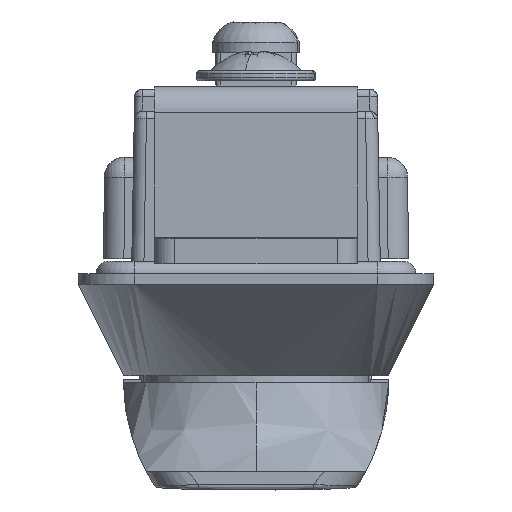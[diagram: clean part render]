
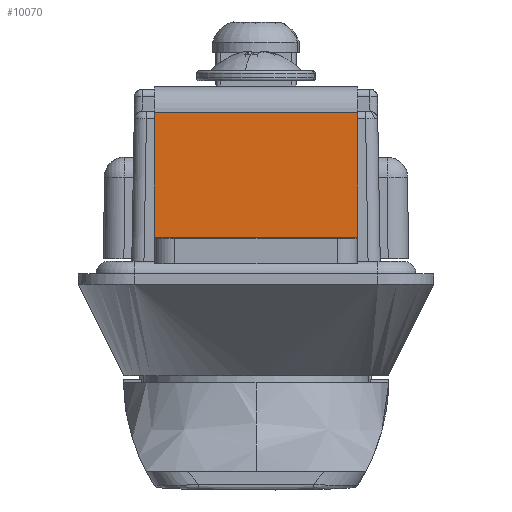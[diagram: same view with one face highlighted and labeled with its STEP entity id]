
A CAD part, left-side view. The second image highlights one B-rep face of the part: STEP entity #10070.
In plain terms, the highlighted planar face has unit normal (-1, 0, 0).
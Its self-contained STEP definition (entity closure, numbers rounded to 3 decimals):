
#175 = EDGE_CURVE ( 'NONE', #427, #2769, #16722, .T. ) ;
#427 = VERTEX_POINT ( 'NONE', #4138 ) ;
#1487 = CARTESIAN_POINT ( 'NONE',  ( -77.7, -40., 3.5 ) ) ;
#1577 = CARTESIAN_POINT ( 'NONE',  ( -77.7, -40., 15.9 ) ) ;
#1995 = EDGE_CURVE ( 'NONE', #427, #24067, #22611, .T. ) ;
#2446 = LINE ( 'NONE', #12947, #9632 ) ;
#2769 = VERTEX_POINT ( 'NONE', #19333 ) ;
#4132 = ORIENTED_EDGE ( 'NONE', *, *, #1995, .T. ) ;
#4138 = CARTESIAN_POINT ( 'NONE',  ( -77.7, -60., 3.6 ) ) ;
#4255 = FACE_OUTER_BOUND ( 'NONE', #17102, .T. ) ;
#6252 = CARTESIAN_POINT ( 'NONE',  ( -77.7, -60., 3.6 ) ) ;
#6327 = EDGE_CURVE ( 'NONE', #24067, #20058, #2446, .T. ) ;
#7919 = DIRECTION ( 'NONE',  ( 0., 1., 0. ) ) ;
#7971 = ORIENTED_EDGE ( 'NONE', *, *, #175, .F. ) ;
#9632 = VECTOR ( 'NONE', #25763, 1000. ) ;
#10070 = ADVANCED_FACE ( 'NONE', ( #4255 ), #23153, .T. ) ;
#11226 = ORIENTED_EDGE ( 'NONE', *, *, #17049, .F. ) ;
#12143 = DIRECTION ( 'NONE',  ( 0., 0., 1. ) ) ;
#12947 = CARTESIAN_POINT ( 'NONE',  ( -77.7, -60., 15.9 ) ) ;
#14753 = DIRECTION ( 'NONE',  ( 0., -1., 0. ) ) ;
#16382 = LINE ( 'NONE', #1487, #25059 ) ;
#16722 = LINE ( 'NONE', #6252, #17164 ) ;
#17049 = EDGE_CURVE ( 'NONE', #2769, #20058, #16382, .T. ) ;
#17102 = EDGE_LOOP ( 'NONE', ( #11226, #7971, #4132, #17171 ) ) ;
#17164 = VECTOR ( 'NONE', #7919, 1000. ) ;
#17171 = ORIENTED_EDGE ( 'NONE', *, *, #6327, .T. ) ;
#17349 = CARTESIAN_POINT ( 'NONE',  ( -77.7, -60., 3.5 ) ) ;
#18344 = CARTESIAN_POINT ( 'NONE',  ( -77.7, -60., 3.5 ) ) ;
#19333 = CARTESIAN_POINT ( 'NONE',  ( -77.7, -40., 3.6 ) ) ;
#19874 = AXIS2_PLACEMENT_3D ( 'NONE', #17349, #25232, #14753 ) ;
#20058 = VERTEX_POINT ( 'NONE', #1577 ) ;
#21543 = VECTOR ( 'NONE', #12143, 1000. ) ;
#22611 = LINE ( 'NONE', #18344, #21543 ) ;
#23118 = CARTESIAN_POINT ( 'NONE',  ( -77.7, -60., 15.9 ) ) ;
#23153 = PLANE ( 'NONE',  #19874 ) ;
#24067 = VERTEX_POINT ( 'NONE', #23118 ) ;
#25059 = VECTOR ( 'NONE', #26731, 1000. ) ;
#25232 = DIRECTION ( 'NONE',  ( -1., 0., 0. ) ) ;
#25763 = DIRECTION ( 'NONE',  ( 0., 1., 0. ) ) ;
#26731 = DIRECTION ( 'NONE',  ( 0., 0., 1. ) ) ;
